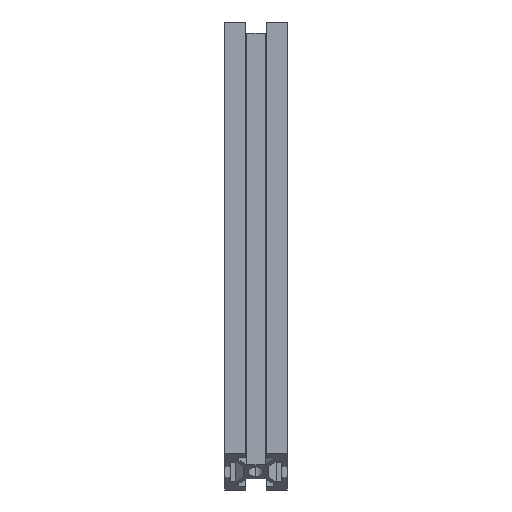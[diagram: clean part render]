
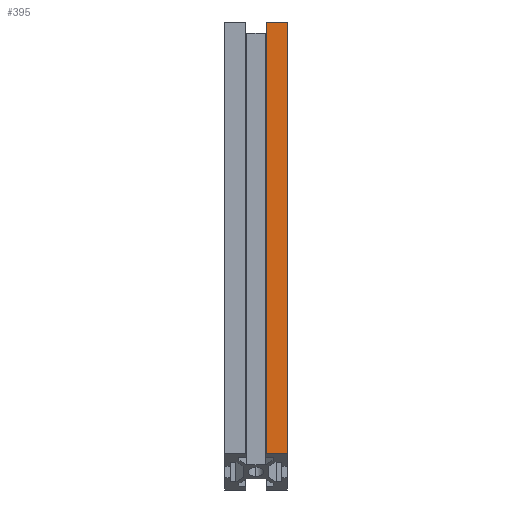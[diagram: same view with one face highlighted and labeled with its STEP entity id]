
A CAD part, left-side view. The second image highlights one B-rep face of the part: STEP entity #395.
In plain terms, the highlighted planar face has unit normal (-1, 0, 0).
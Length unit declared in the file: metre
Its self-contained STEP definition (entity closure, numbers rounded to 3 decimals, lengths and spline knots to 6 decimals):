
#43 = FACE_OUTER_BOUND ( 'NONE', #1076, .T. ) ;
#176 = CARTESIAN_POINT ( 'NONE',  ( 0., 0.0068, 0.011547 ) ) ;
#187 = VERTEX_POINT ( 'NONE', #383 ) ;
#196 = DIRECTION ( 'NONE',  ( 0., 0., -1. ) ) ;
#272 = EDGE_CURVE ( 'NONE', #895, #404, #903, .T. ) ;
#286 = ORIENTED_EDGE ( 'NONE', *, *, #1392, .T. ) ;
#301 = CARTESIAN_POINT ( 'NONE',  ( 0., 0., 0.149231 ) ) ;
#337 = VERTEX_POINT ( 'NONE', #176 ) ;
#345 = DIRECTION ( 'NONE',  ( 0., 1., 0. ) ) ;
#383 = CARTESIAN_POINT ( 'NONE',  ( 0., 0., 0.011547 ) ) ;
#395 = ADVANCED_FACE ( 'NONE', ( #43 ), #552, .F. ) ;
#404 = VERTEX_POINT ( 'NONE', #728 ) ;
#427 = DIRECTION ( 'NONE',  ( 0., 0., -1. ) ) ;
#434 = DIRECTION ( 'NONE',  ( 0., 1., 0. ) ) ;
#461 = EDGE_CURVE ( 'NONE', #895, #187, #1091, .T. ) ;
#525 = VECTOR ( 'NONE', #434, 1. ) ;
#552 = PLANE ( 'NONE',  #1466 ) ;
#578 = ORIENTED_EDGE ( 'NONE', *, *, #461, .F. ) ;
#728 = CARTESIAN_POINT ( 'NONE',  ( 0., 0.0068, 0.149231 ) ) ;
#828 = CARTESIAN_POINT ( 'NONE',  ( 0., 0., 0.15 ) ) ;
#895 = VERTEX_POINT ( 'NONE', #1311 ) ;
#903 = LINE ( 'NONE', #301, #525 ) ;
#1029 = VECTOR ( 'NONE', #427, 1. ) ;
#1052 = LINE ( 'NONE', #1546, #1029 ) ;
#1076 = EDGE_LOOP ( 'NONE', ( #578, #1236, #286, #1574 ) ) ;
#1091 = LINE ( 'NONE', #828, #1209 ) ;
#1209 = VECTOR ( 'NONE', #196, 1. ) ;
#1236 = ORIENTED_EDGE ( 'NONE', *, *, #272, .T. ) ;
#1311 = CARTESIAN_POINT ( 'NONE',  ( 0., 0., 0.149231 ) ) ;
#1358 = CARTESIAN_POINT ( 'NONE',  ( 0., 0., 0.011547 ) ) ;
#1392 = EDGE_CURVE ( 'NONE', #404, #337, #1052, .T. ) ;
#1405 = EDGE_CURVE ( 'NONE', #187, #337, #1471, .T. ) ;
#1455 = CARTESIAN_POINT ( 'NONE',  ( 0., 0., 0.15 ) ) ;
#1466 = AXIS2_PLACEMENT_3D ( 'NONE', #1455, #1481, #1596 ) ;
#1471 = LINE ( 'NONE', #1358, #1479 ) ;
#1479 = VECTOR ( 'NONE', #345, 1. ) ;
#1481 = DIRECTION ( 'NONE',  ( 1., 0., 0. ) ) ;
#1546 = CARTESIAN_POINT ( 'NONE',  ( 0., 0.0068, 0.15 ) ) ;
#1574 = ORIENTED_EDGE ( 'NONE', *, *, #1405, .F. ) ;
#1596 = DIRECTION ( 'NONE',  ( 0., 1., 0. ) ) ;
